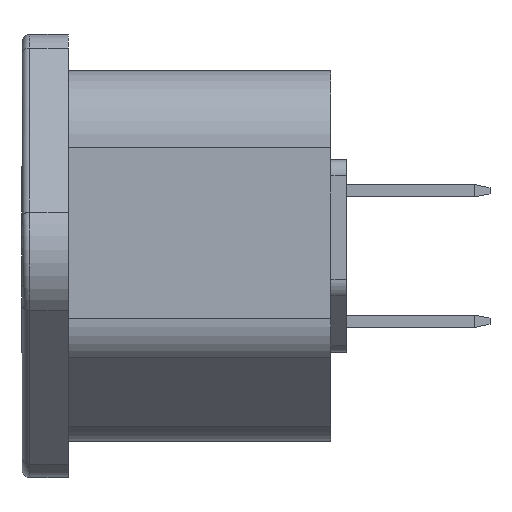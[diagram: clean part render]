
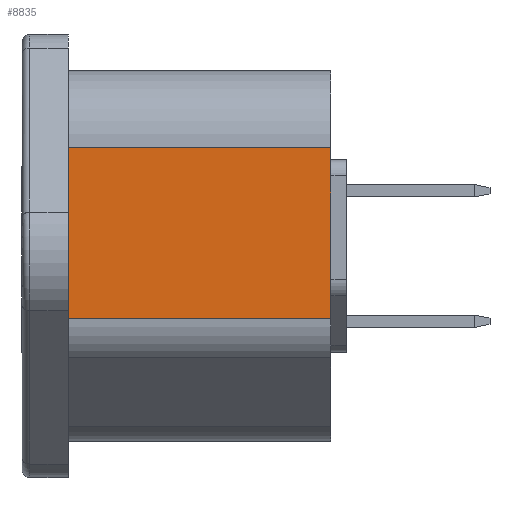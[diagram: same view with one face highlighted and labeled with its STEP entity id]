
A CAD part, left-side view. The second image highlights one B-rep face of the part: STEP entity #8835.
In plain terms, the highlighted planar face has unit normal (-1, 0, 0).
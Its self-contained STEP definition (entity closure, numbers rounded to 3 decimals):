
#451 = DIRECTION ( 'NONE',  ( 0., 0., -1. ) ) ;
#523 = PLANE ( 'NONE',  #8216 ) ;
#554 = VECTOR ( 'NONE', #4779, 1000. ) ;
#697 = LINE ( 'NONE', #5255, #4092 ) ;
#1155 = CARTESIAN_POINT ( 'NONE',  ( -16., -20., -4.036 ) ) ;
#1177 = VERTEX_POINT ( 'NONE', #1365 ) ;
#1207 = DIRECTION ( 'NONE',  ( 1., 0., 0. ) ) ;
#1365 = CARTESIAN_POINT ( 'NONE',  ( -16., -3., -4.036 ) ) ;
#1411 = CARTESIAN_POINT ( 'NONE',  ( -16., -3., 7. ) ) ;
#1600 = CARTESIAN_POINT ( 'NONE',  ( -16., -3., 7. ) ) ;
#1782 = VERTEX_POINT ( 'NONE', #1600 ) ;
#2092 = ORIENTED_EDGE ( 'NONE', *, *, #8782, .F. ) ;
#2127 = VERTEX_POINT ( 'NONE', #8392 ) ;
#2238 = EDGE_CURVE ( 'NONE', #2127, #1177, #3073, .T. ) ;
#2471 = EDGE_CURVE ( 'NONE', #1782, #1177, #7811, .T. ) ;
#3050 = VERTEX_POINT ( 'NONE', #4980 ) ;
#3073 = LINE ( 'NONE', #1155, #6481 ) ;
#3410 = VECTOR ( 'NONE', #451, 1000. ) ;
#3898 = CARTESIAN_POINT ( 'NONE',  ( -16., -20., 7. ) ) ;
#4092 = VECTOR ( 'NONE', #4605, 1000. ) ;
#4605 = DIRECTION ( 'NONE',  ( 0., 1., 0. ) ) ;
#4779 = DIRECTION ( 'NONE',  ( 0., 0., -1. ) ) ;
#4980 = CARTESIAN_POINT ( 'NONE',  ( -16., -20., 7. ) ) ;
#5255 = CARTESIAN_POINT ( 'NONE',  ( -16., -20., 7. ) ) ;
#5609 = ORIENTED_EDGE ( 'NONE', *, *, #2238, .F. ) ;
#5853 = EDGE_CURVE ( 'NONE', #3050, #1782, #697, .T. ) ;
#5961 = DIRECTION ( 'NONE',  ( 0., 0., -1. ) ) ;
#6048 = ORIENTED_EDGE ( 'NONE', *, *, #5853, .T. ) ;
#6398 = FACE_OUTER_BOUND ( 'NONE', #8609, .T. ) ;
#6481 = VECTOR ( 'NONE', #7282, 1000. ) ;
#6569 = CARTESIAN_POINT ( 'NONE',  ( -16., -20., 7. ) ) ;
#7253 = LINE ( 'NONE', #6569, #3410 ) ;
#7282 = DIRECTION ( 'NONE',  ( 0., 1., 0. ) ) ;
#7802 = ORIENTED_EDGE ( 'NONE', *, *, #2471, .T. ) ;
#7811 = LINE ( 'NONE', #1411, #554 ) ;
#8216 = AXIS2_PLACEMENT_3D ( 'NONE', #3898, #1207, #5961 ) ;
#8392 = CARTESIAN_POINT ( 'NONE',  ( -16., -20., -4.036 ) ) ;
#8609 = EDGE_LOOP ( 'NONE', ( #7802, #5609, #2092, #6048 ) ) ;
#8782 = EDGE_CURVE ( 'NONE', #3050, #2127, #7253, .T. ) ;
#8835 = ADVANCED_FACE ( 'NONE', ( #6398 ), #523, .F. ) ;
